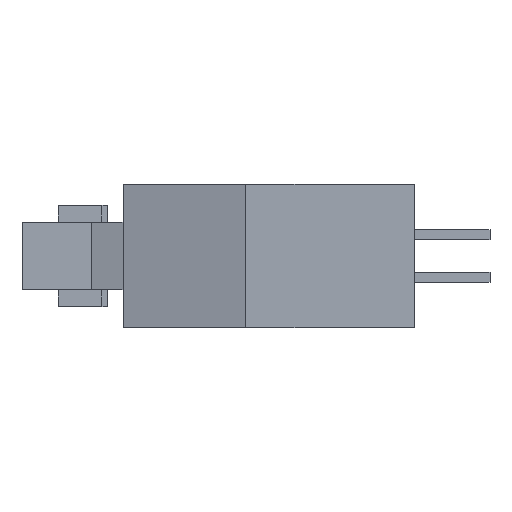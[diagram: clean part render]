
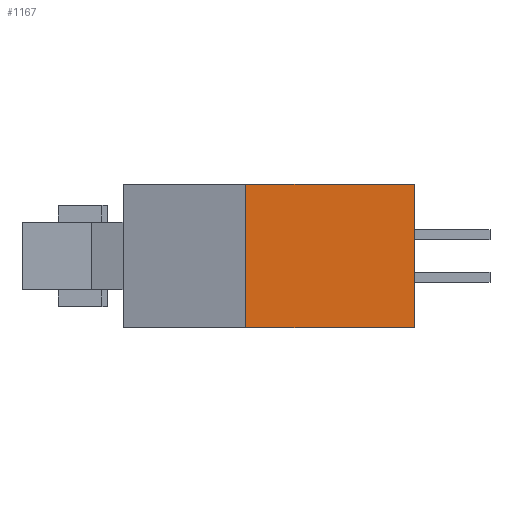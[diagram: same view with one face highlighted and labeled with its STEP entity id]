
A CAD part, left-side view. The second image highlights one B-rep face of the part: STEP entity #1167.
In plain terms, the highlighted planar face has unit normal (-1, 0, 0).
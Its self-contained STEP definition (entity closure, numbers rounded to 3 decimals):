
#1167=ADVANCED_FACE('',(#1787),#1479,.T.);
#1479=PLANE('',#6954);
#1787=FACE_OUTER_BOUND('',#2093,.T.);
#2093=EDGE_LOOP('',(#3205,#3206,#3207,#3208));
#3205=ORIENTED_EDGE('',*,*,#4932,.T.);
#3206=ORIENTED_EDGE('',*,*,#4933,.T.);
#3207=ORIENTED_EDGE('',*,*,#4934,.T.);
#3208=ORIENTED_EDGE('',*,*,#4929,.F.);
#4207=VERTEX_POINT('',#9703);
#4208=VERTEX_POINT('',#9705);
#4210=VERTEX_POINT('',#9711);
#4211=VERTEX_POINT('',#9713);
#4929=EDGE_CURVE('',#4207,#4208,#5722,.T.);
#4932=EDGE_CURVE('',#4207,#4210,#5725,.T.);
#4933=EDGE_CURVE('',#4210,#4211,#5726,.T.);
#4934=EDGE_CURVE('',#4211,#4208,#5727,.T.);
#5722=LINE('',#9704,#6507);
#5725=LINE('',#9710,#6510);
#5726=LINE('',#9712,#6511);
#5727=LINE('',#9714,#6512);
#6507=VECTOR('',#8113,1.);
#6510=VECTOR('',#8118,1.);
#6511=VECTOR('',#8119,1.);
#6512=VECTOR('',#8120,1.);
#6954=AXIS2_PLACEMENT_3D('',#9715,#8121,#8122);
#8113=DIRECTION('',(0.,0.,1.));
#8118=DIRECTION('',(0.,-1.,0.));
#8119=DIRECTION('',(0.,0.,1.));
#8120=DIRECTION('',(0.,1.,0.));
#8121=DIRECTION('',(-1.,0.,0.));
#8122=DIRECTION('',(0.,-1.,0.));
#9703=CARTESIAN_POINT('',(-31.573,12.59,0.));
#9704=CARTESIAN_POINT('',(-31.573,12.59,0.));
#9705=CARTESIAN_POINT('',(-31.573,12.59,8.5));
#9710=CARTESIAN_POINT('',(-31.573,12.59,0.));
#9711=CARTESIAN_POINT('',(-31.573,2.59,0.));
#9712=CARTESIAN_POINT('',(-31.573,2.59,0.));
#9713=CARTESIAN_POINT('',(-31.573,2.59,8.5));
#9714=CARTESIAN_POINT('',(-31.573,2.59,8.5));
#9715=CARTESIAN_POINT('',(-31.573,12.59,0.));
